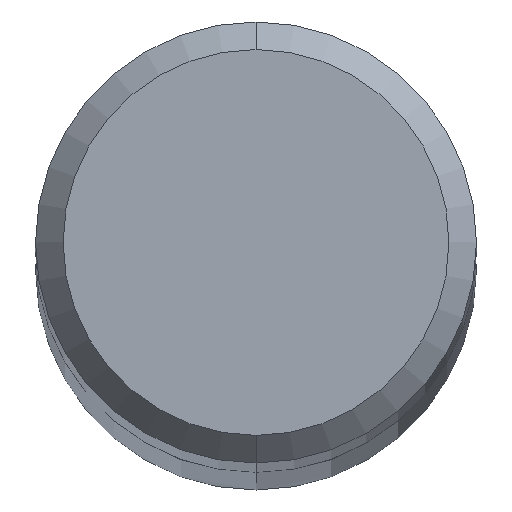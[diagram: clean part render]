
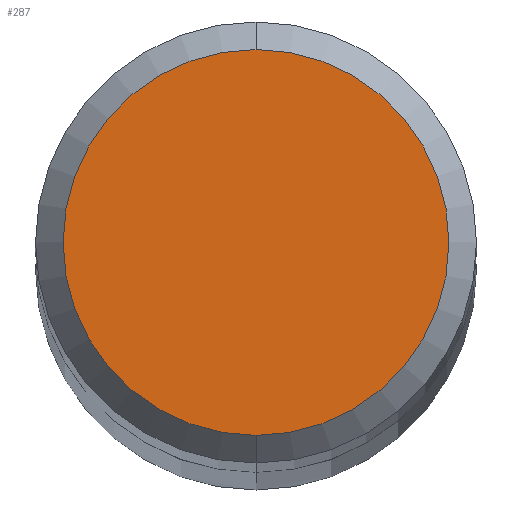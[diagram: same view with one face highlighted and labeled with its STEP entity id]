
A CAD part, top view. The second image highlights one B-rep face of the part: STEP entity #287.
In plain terms, the highlighted planar face has unit normal (0, 0, 1).
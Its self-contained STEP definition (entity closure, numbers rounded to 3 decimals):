
#211=EDGE_CURVE('',#379,#275,#477,.T.);
#253=EDGE_CURVE('',#275,#379,#525,.T.);
#275=VERTEX_POINT('',#547);
#287=ADVANCED_FACE('',(#559),#560,.T.);
#379=VERTEX_POINT('',#661);
#477=CIRCLE('',#801,2.1);
#525=CIRCLE('',#920,2.1);
#547=CARTESIAN_POINT('',(0.0,2.1,56.0));
#559=FACE_OUTER_BOUND('',#990,.T.);
#560=PLANE('',#991);
#661=CARTESIAN_POINT('',(0.,-2.1,56.0));
#801=AXIS2_PLACEMENT_3D('',#1366,#1367,#1368);
#920=AXIS2_PLACEMENT_3D('',#1437,#1438,#1439);
#990=EDGE_LOOP('',(#1453,#1454));
#991=AXIS2_PLACEMENT_3D('',#1455,#1456,#1457);
#1366=CARTESIAN_POINT('',(0.0,0.0,56.0));
#1367=DIRECTION('',(0.0,0.0,-1.0));
#1368=DIRECTION('',(0.0,1.0,0.0));
#1437=CARTESIAN_POINT('',(0.0,0.0,56.0));
#1438=DIRECTION('',(0.0,0.0,-1.0));
#1439=DIRECTION('',(0.0,1.0,0.0));
#1453=ORIENTED_EDGE('',*,*,#253,.F.);
#1454=ORIENTED_EDGE('',*,*,#211,.F.);
#1455=CARTESIAN_POINT('',(0.0,1.05,56.0));
#1456=DIRECTION('',(0.0,0.0,1.0));
#1457=DIRECTION('',(0.0,-1.0,0.0));
